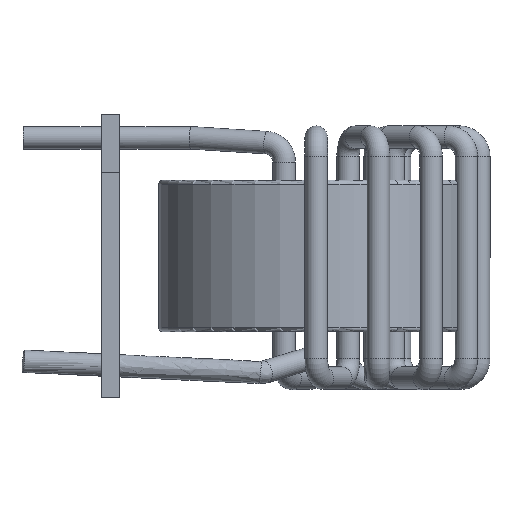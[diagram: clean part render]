
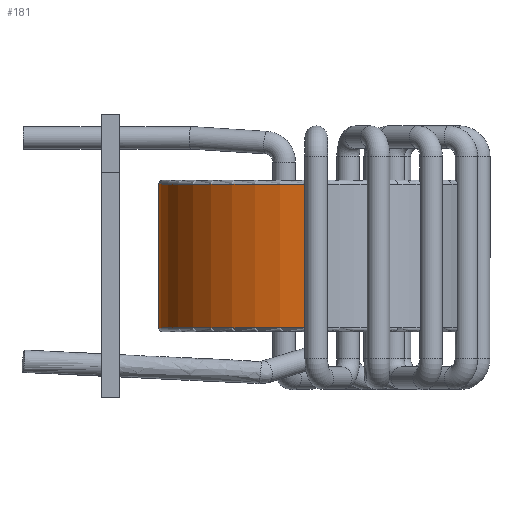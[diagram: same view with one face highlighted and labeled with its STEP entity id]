
A CAD part, left-side view. The second image highlights one B-rep face of the part: STEP entity #181.
In plain terms, the highlighted cylindrical face has radius 10.287 mm (diameter 20.574 mm), a partial arc.
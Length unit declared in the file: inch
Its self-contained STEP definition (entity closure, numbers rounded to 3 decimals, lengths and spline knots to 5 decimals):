
#181 = ADVANCED_FACE ( 'NONE', ( #4770 ), #4756, .T. ) ;
#1597 = CARTESIAN_POINT ( 'NONE',  ( 0.13133, -0.72835, -0.195 ) ) ;
#1603 = CARTESIAN_POINT ( 'NONE',  ( 0.53553, -0.75371, -0.01 ) ) ;
#1610 = DIRECTION ( 'NONE',  ( 0., 0., -1. ) ) ;
#1611 = DIRECTION ( 'NONE',  ( 0.687, 0.726, 0. ) ) ;
#1613 = DIRECTION ( 'NONE',  ( 0., 0., -1. ) ) ;
#1616 = CARTESIAN_POINT ( 'NONE',  ( 0.53553, -0.75371, -0.38 ) ) ;
#1624 = DIRECTION ( 'NONE',  ( 0., 0., 1. ) ) ;
#1625 = DIRECTION ( 'NONE',  ( 0.687, 0.726, 0. ) ) ;
#1669 = CARTESIAN_POINT ( 'NONE',  ( 0.93974, -0.72835, -0.195 ) ) ;
#1670 = DIRECTION ( 'NONE',  ( 0., 0., 1. ) ) ;
#2151 = VECTOR ( 'NONE', #1613, 39.37008 ) ;
#2155 = LINE ( 'NONE', #1597, #2151 ) ;
#2156 = CIRCLE ( 'NONE', #2535, 0.405 ) ;
#2161 = CIRCLE ( 'NONE', #2538, 0.405 ) ;
#2169 = LINE ( 'NONE', #1669, #2170 ) ;
#2170 = VECTOR ( 'NONE', #1670, 39.37008 ) ;
#2535 = AXIS2_PLACEMENT_3D ( 'NONE', #1603, #1610, #1611 ) ;
#2538 = AXIS2_PLACEMENT_3D ( 'NONE', #1616, #1624, #1625 ) ;
#3071 = VERTEX_POINT ( 'NONE', #7245 ) ;
#3096 = VERTEX_POINT ( 'NONE', #7065 ) ;
#3119 = VERTEX_POINT ( 'NONE', #7042 ) ;
#3235 = VERTEX_POINT ( 'NONE', #7139 ) ;
#3381 = DIRECTION ( 'NONE',  ( -0.687, -0.726, 0. ) ) ;
#3390 = DIRECTION ( 'NONE',  ( 0., 0., -1. ) ) ;
#3402 = CARTESIAN_POINT ( 'NONE',  ( 0.53553, -0.75371, 0. ) ) ;
#4500 = AXIS2_PLACEMENT_3D ( 'NONE', #3402, #3390, #3381 ) ;
#4756 = CYLINDRICAL_SURFACE ( 'NONE', #4500, 0.405 ) ;
#4770 = FACE_OUTER_BOUND ( 'NONE', #7808, .T. ) ;
#5026 = EDGE_CURVE ( 'NONE', #3235, #3119, #2156, .T. ) ;
#5027 = EDGE_CURVE ( 'NONE', #3235, #3071, #2155, .T. ) ;
#5031 = EDGE_CURVE ( 'NONE', #3096, #3071, #2161, .T. ) ;
#5043 = EDGE_CURVE ( 'NONE', #3096, #3119, #2169, .T. ) ;
#6213 = ORIENTED_EDGE ( 'NONE', *, *, #5026, .T. ) ;
#6214 = ORIENTED_EDGE ( 'NONE', *, *, #5027, .F. ) ;
#6215 = ORIENTED_EDGE ( 'NONE', *, *, #5031, .T. ) ;
#6216 = ORIENTED_EDGE ( 'NONE', *, *, #5043, .F. ) ;
#7042 = CARTESIAN_POINT ( 'NONE',  ( 0.93974, -0.72835, -0.01 ) ) ;
#7065 = CARTESIAN_POINT ( 'NONE',  ( 0.93974, -0.72835, -0.38 ) ) ;
#7139 = CARTESIAN_POINT ( 'NONE',  ( 0.13133, -0.72835, -0.01 ) ) ;
#7245 = CARTESIAN_POINT ( 'NONE',  ( 0.13133, -0.72835, -0.38 ) ) ;
#7808 = EDGE_LOOP ( 'NONE', ( #6216, #6215, #6214, #6213 ) ) ;
